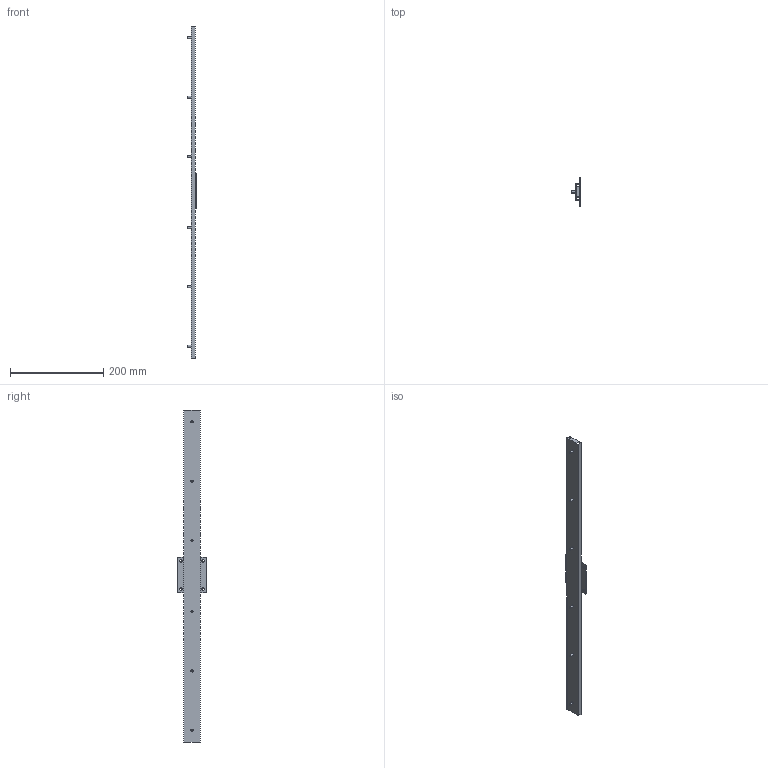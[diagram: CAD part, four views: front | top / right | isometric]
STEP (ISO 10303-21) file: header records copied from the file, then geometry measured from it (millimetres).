
FILE_DESCRIPTION((''),'2;1');
FILE_NAME('DZ0115-0070RS.stp','2008-10-20T14:28:12',('jtaylor'),(''),'Autodesk Inventor 2009','Autodesk Inventor 2009','');
FILE_SCHEMA(('AUTOMOTIVE_DESIGN { 1 0 10303 214 1 1 1 1 }'));
Length unit declared in the file: millimetre
Products named in the file (4): DZ0115-0070RS; DZ0115-0070RS Outer Member; DZ0115-RS Inner Member; M4x8 PEMstud
Assembly tree (8 placements, depth 2):
  DZ0115-0070RS
    DZ0115-0070RS Outer Member
    DZ0115-RS Inner Member
    M4x8 PEMstud  x6
Bounding box: 19.25 x 60.4 x 711 mm (x, y, z)
Volume: 64363.7 mm3; surface area: 86138.8 mm2
Topology: 8 solids, 8 shells, 76 faces, 162 edges, 108 vertices
Faces by surface type: plane 50, cylinder 26
Full cylindrical faces by diameter (mm): 4 x6, 4.6 x6, 5.5 x4, 6 x6
Entity records: 1690 total; most frequent: DIRECTION 278, CARTESIAN_POINT 271, ORIENTED_EDGE 240, EDGE_CURVE 120, AXIS2_PLACEMENT_3D 95, VERTEX_POINT 88, VECTOR 88, LINE 88
